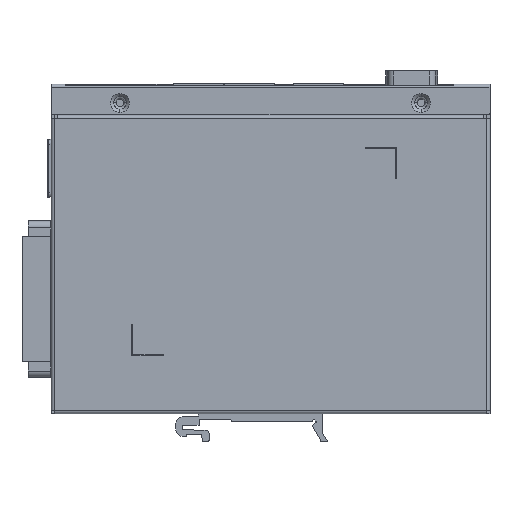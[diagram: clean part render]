
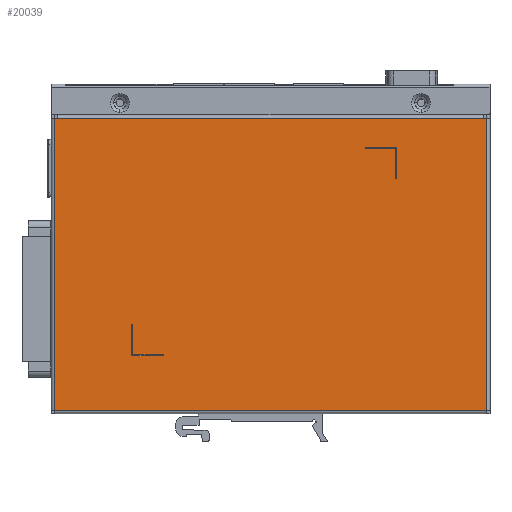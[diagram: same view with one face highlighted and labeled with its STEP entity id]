
A CAD part, front view. The second image highlights one B-rep face of the part: STEP entity #20039.
In plain terms, the highlighted planar face has unit normal (0, -1, 0).
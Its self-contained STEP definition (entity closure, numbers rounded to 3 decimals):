
#2561=DIRECTION('',(-1.,0.,0.));
#2562=VECTOR('',#2561,138.);
#2563=CARTESIAN_POINT('',(70.,-9.8,-62.54));
#2564=LINE('',#2563,#2562);
#2569=DIRECTION('',(0.,0.,-1.));
#2570=VECTOR('',#2569,10.);
#2571=CARTESIAN_POINT('',(41.2,-9.8,21.348));
#2572=LINE('',#2571,#2570);
#2573=DIRECTION('',(1.,0.,0.));
#2574=VECTOR('',#2573,10.);
#2575=CARTESIAN_POINT('',(31.2,-9.8,21.348));
#2576=LINE('',#2575,#2574);
#2577=DIRECTION('',(0.,0.,1.));
#2578=VECTOR('',#2577,0.312);
#2579=CARTESIAN_POINT('',(31.2,-9.8,21.036));
#2580=LINE('',#2579,#2578);
#2581=DIRECTION('',(-1.,0.,0.));
#2582=VECTOR('',#2581,9.7);
#2583=CARTESIAN_POINT('',(40.9,-9.8,21.036));
#2584=LINE('',#2583,#2582);
#2585=DIRECTION('',(0.,0.,1.));
#2586=VECTOR('',#2585,9.688);
#2587=CARTESIAN_POINT('',(40.9,-9.8,11.348));
#2588=LINE('',#2587,#2586);
#2589=DIRECTION('',(-1.,0.,0.));
#2590=VECTOR('',#2589,0.3);
#2591=CARTESIAN_POINT('',(41.2,-9.8,11.348));
#2592=LINE('',#2591,#2590);
#2593=DIRECTION('',(-1.,0.,0.));
#2594=VECTOR('',#2593,10.);
#2595=CARTESIAN_POINT('',(-33.2,-9.8,-45.04));
#2596=LINE('',#2595,#2594);
#2597=DIRECTION('',(0.,0.,-1.));
#2598=VECTOR('',#2597,0.3);
#2599=CARTESIAN_POINT('',(-33.2,-9.8,-44.74));
#2600=LINE('',#2599,#2598);
#2601=DIRECTION('',(1.,0.,0.));
#2602=VECTOR('',#2601,9.7);
#2603=CARTESIAN_POINT('',(-42.9,-9.8,-44.74));
#2604=LINE('',#2603,#2602);
#2605=DIRECTION('',(0.,0.,-1.));
#2606=VECTOR('',#2605,9.7);
#2607=CARTESIAN_POINT('',(-42.9,-9.8,-35.04));
#2608=LINE('',#2607,#2606);
#2609=DIRECTION('',(1.,0.,0.));
#2610=VECTOR('',#2609,0.3);
#2611=CARTESIAN_POINT('',(-43.2,-9.8,-35.04));
#2612=LINE('',#2611,#2610);
#2613=DIRECTION('',(0.,0.,1.));
#2614=VECTOR('',#2613,10.);
#2615=CARTESIAN_POINT('',(-43.2,-9.8,-45.04));
#2616=LINE('',#2615,#2614);
#2621=DIRECTION('',(1.,0.,0.));
#2622=VECTOR('',#2621,1.);
#2623=CARTESIAN_POINT('',(-68.,-9.8,30.6));
#2624=LINE('',#2623,#2622);
#10633=DIRECTION('',(1.,0.,0.));
#10634=VECTOR('',#10633,136.);
#10635=CARTESIAN_POINT('',(-67.,-9.8,30.6));
#10636=LINE('',#10635,#10634);
#10654=DIRECTION('',(1.,0.,0.));
#10655=VECTOR('',#10654,1.);
#10656=CARTESIAN_POINT('',(69.,-9.8,30.6));
#10657=LINE('',#10656,#10655);
#10662=DIRECTION('',(0.,0.,-1.));
#10663=VECTOR('',#10662,93.14);
#10664=CARTESIAN_POINT('',(70.,-9.8,30.6));
#10665=LINE('',#10664,#10663);
#10670=DIRECTION('',(0.,0.,1.));
#10671=VECTOR('',#10670,93.14);
#10672=CARTESIAN_POINT('',(-68.,-9.8,-62.54));
#10673=LINE('',#10672,#10671);
#15388=CARTESIAN_POINT('',(70.,-9.8,-62.54));
#15389=CARTESIAN_POINT('',(-68.,-9.8,-62.54));
#15390=VERTEX_POINT('',#15388);
#15391=VERTEX_POINT('',#15389);
#15422=CARTESIAN_POINT('',(70.,-9.8,30.6));
#15423=VERTEX_POINT('',#15422);
#15424=CARTESIAN_POINT('',(-68.,-9.8,30.6));
#15425=VERTEX_POINT('',#15424);
#15439=CARTESIAN_POINT('',(69.,-9.8,30.6));
#15440=VERTEX_POINT('',#15439);
#15441=CARTESIAN_POINT('',(-67.,-9.8,30.6));
#15442=VERTEX_POINT('',#15441);
#15476=CARTESIAN_POINT('',(41.2,-9.8,21.348));
#15477=CARTESIAN_POINT('',(41.2,-9.8,11.348));
#15478=VERTEX_POINT('',#15476);
#15479=VERTEX_POINT('',#15477);
#15503=CARTESIAN_POINT('',(-33.2,-9.8,-45.04));
#15504=CARTESIAN_POINT('',(-43.2,-9.8,-45.04));
#15505=VERTEX_POINT('',#15503);
#15506=VERTEX_POINT('',#15504);
#15507=CARTESIAN_POINT('',(40.9,-9.8,11.348));
#15508=VERTEX_POINT('',#15507);
#15509=CARTESIAN_POINT('',(31.2,-9.8,21.348));
#15510=VERTEX_POINT('',#15509);
#15550=CARTESIAN_POINT('',(-43.2,-9.8,-35.04));
#15551=VERTEX_POINT('',#15550);
#15552=CARTESIAN_POINT('',(-33.2,-9.8,-44.74));
#15553=VERTEX_POINT('',#15552);
#15554=CARTESIAN_POINT('',(40.9,-9.8,21.036));
#15555=VERTEX_POINT('',#15554);
#15556=CARTESIAN_POINT('',(31.2,-9.8,21.036));
#15557=VERTEX_POINT('',#15556);
#15620=CARTESIAN_POINT('',(-42.9,-9.8,-35.04));
#15621=VERTEX_POINT('',#15620);
#15622=CARTESIAN_POINT('',(-42.9,-9.8,-44.74));
#15623=VERTEX_POINT('',#15622);
#19993=CARTESIAN_POINT('',(1.,-9.8,-17.24));
#19994=DIRECTION('',(0.,1.,0.));
#19995=DIRECTION('',(-1.,0.,0.));
#19996=AXIS2_PLACEMENT_3D('',#19993,#19994,#19995);
#19997=PLANE('',#19996);
#19999=ORIENTED_EDGE('',*,*,#19998,.T.);
#20001=ORIENTED_EDGE('',*,*,#20000,.T.);
#20003=ORIENTED_EDGE('',*,*,#20002,.T.);
#20005=ORIENTED_EDGE('',*,*,#20004,.T.);
#20006=ORIENTED_EDGE('',*,*,#19985,.T.);
#20008=ORIENTED_EDGE('',*,*,#20007,.T.);
#20009=EDGE_LOOP('',(#19999,#20001,#20003,#20005,#20006,#20008));
#20010=FACE_OUTER_BOUND('',#20009,.F.);
#20012=ORIENTED_EDGE('',*,*,#20011,.F.);
#20014=ORIENTED_EDGE('',*,*,#20013,.F.);
#20016=ORIENTED_EDGE('',*,*,#20015,.F.);
#20018=ORIENTED_EDGE('',*,*,#20017,.F.);
#20020=ORIENTED_EDGE('',*,*,#20019,.F.);
#20022=ORIENTED_EDGE('',*,*,#20021,.F.);
#20023=EDGE_LOOP('',(#20012,#20014,#20016,#20018,#20020,#20022));
#20024=FACE_BOUND('',#20023,.F.);
#20026=ORIENTED_EDGE('',*,*,#20025,.F.);
#20028=ORIENTED_EDGE('',*,*,#20027,.F.);
#20030=ORIENTED_EDGE('',*,*,#20029,.F.);
#20032=ORIENTED_EDGE('',*,*,#20031,.F.);
#20034=ORIENTED_EDGE('',*,*,#20033,.F.);
#20036=ORIENTED_EDGE('',*,*,#20035,.F.);
#20037=EDGE_LOOP('',(#20026,#20028,#20030,#20032,#20034,#20036));
#20038=FACE_BOUND('',#20037,.F.);
#20039=ADVANCED_FACE('',(#20010,#20024,#20038),#19997,.F.);
#19985=EDGE_CURVE('',#15390,#15391,#2564,.T.);
#19998=EDGE_CURVE('',#15425,#15442,#2624,.T.);
#20000=EDGE_CURVE('',#15442,#15440,#10636,.T.);
#20002=EDGE_CURVE('',#15440,#15423,#10657,.T.);
#20004=EDGE_CURVE('',#15423,#15390,#10665,.T.);
#20007=EDGE_CURVE('',#15391,#15425,#10673,.T.);
#20011=EDGE_CURVE('',#15478,#15479,#2572,.T.);
#20013=EDGE_CURVE('',#15510,#15478,#2576,.T.);
#20015=EDGE_CURVE('',#15557,#15510,#2580,.T.);
#20017=EDGE_CURVE('',#15555,#15557,#2584,.T.);
#20019=EDGE_CURVE('',#15508,#15555,#2588,.T.);
#20021=EDGE_CURVE('',#15479,#15508,#2592,.T.);
#20025=EDGE_CURVE('',#15505,#15506,#2596,.T.);
#20027=EDGE_CURVE('',#15553,#15505,#2600,.T.);
#20029=EDGE_CURVE('',#15623,#15553,#2604,.T.);
#20031=EDGE_CURVE('',#15621,#15623,#2608,.T.);
#20033=EDGE_CURVE('',#15551,#15621,#2612,.T.);
#20035=EDGE_CURVE('',#15506,#15551,#2616,.T.);
